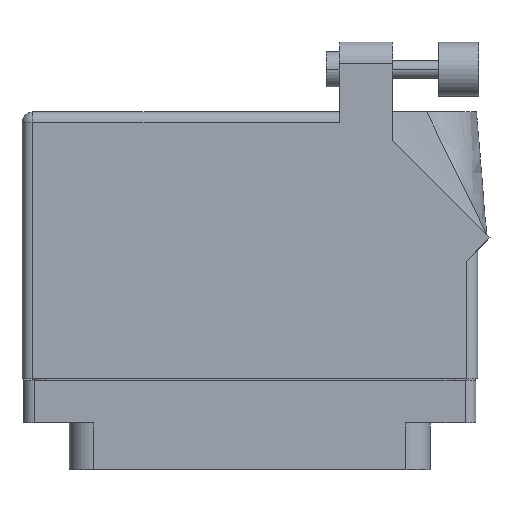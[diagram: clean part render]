
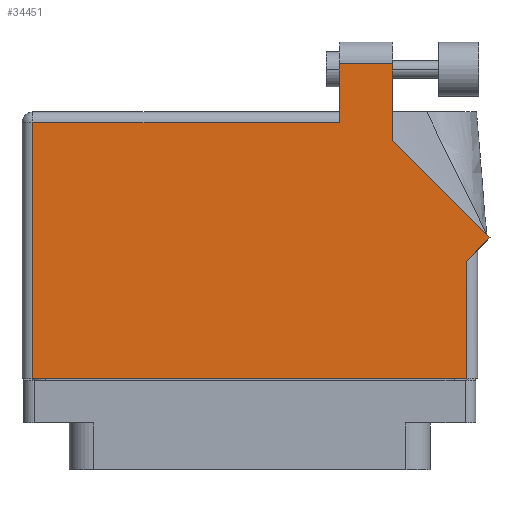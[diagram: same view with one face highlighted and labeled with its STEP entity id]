
A CAD part, front view. The second image highlights one B-rep face of the part: STEP entity #34451.
In plain terms, the highlighted face is planar.
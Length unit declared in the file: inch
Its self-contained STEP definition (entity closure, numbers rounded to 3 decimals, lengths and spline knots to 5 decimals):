
#620 = AXIS2_PLACEMENT_3D ( 'NONE', #6731, #22769, #30630 ) ;
#1986 = DIRECTION ( 'NONE',  ( -1., 0., 0. ) ) ;
#3493 = LINE ( 'NONE', #27925, #32540 ) ;
#3669 = CARTESIAN_POINT ( 'NONE',  ( 1.37671, 0.70771, 0.455 ) ) ;
#6366 = VERTEX_POINT ( 'NONE', #49606 ) ;
#6607 = DIRECTION ( 'NONE',  ( 0., -1., 0. ) ) ;
#6731 = CARTESIAN_POINT ( 'NONE',  ( -1.306, 1.43, 0.455 ) ) ;
#9627 = VECTOR ( 'NONE', #1986, 39.37008 ) ;
#10739 = DIRECTION ( 'NONE',  ( 0., 1., 0. ) ) ;
#11289 = DIRECTION ( 'NONE',  ( 1., 0., 0. ) ) ;
#13305 = EDGE_CURVE ( 'NONE', #44411, #37218, #15483, .T. ) ;
#13896 = CARTESIAN_POINT ( 'NONE',  ( -1.244, -0.1, 0.455 ) ) ;
#14366 = VERTEX_POINT ( 'NONE', #44730 ) ;
#14938 = VERTEX_POINT ( 'NONE', #13896 ) ;
#15483 = LINE ( 'NONE', #3669, #45488 ) ;
#15640 = DIRECTION ( 'NONE',  ( 0., 1., 0. ) ) ;
#15728 = VECTOR ( 'NONE', #15640, 39.37008 ) ;
#16194 = ORIENTED_EDGE ( 'NONE', *, *, #45338, .T. ) ;
#17562 = CARTESIAN_POINT ( 'NONE',  ( -1.244, 1.368, 0.455 ) ) ;
#18209 = CARTESIAN_POINT ( 'NONE',  ( 0.82, 1.705, 0.455 ) ) ;
#18676 = EDGE_CURVE ( 'NONE', #40747, #14938, #25330, .T. ) ;
#18987 = DIRECTION ( 'NONE',  ( -1., 0., 0. ) ) ;
#19172 = DIRECTION ( 'NONE',  ( -0.707, 0.707, 0. ) ) ;
#19330 = CARTESIAN_POINT ( 'NONE',  ( 1.244, 0.637, 0.455 ) ) ;
#20115 = LINE ( 'NONE', #19330, #15728 ) ;
#20620 = CARTESIAN_POINT ( 'NONE',  ( -1.244, -0.1, 0.455 ) ) ;
#22769 = DIRECTION ( 'NONE',  ( 0., 0., -1. ) ) ;
#23192 = ORIENTED_EDGE ( 'NONE', *, *, #18676, .T. ) ;
#25029 = CARTESIAN_POINT ( 'NONE',  ( 0.82, 1.26442, 0.455 ) ) ;
#25330 = LINE ( 'NONE', #20620, #42626 ) ;
#26115 = DIRECTION ( 'NONE',  ( 0.707, 0.707, 0. ) ) ;
#26649 = CARTESIAN_POINT ( 'NONE',  ( 0.513, 1.705, 0.455 ) ) ;
#27050 = EDGE_CURVE ( 'NONE', #14938, #29527, #31261, .T. ) ;
#27925 = CARTESIAN_POINT ( 'NONE',  ( -1.306, 1.368, 0.455 ) ) ;
#27929 = EDGE_CURVE ( 'NONE', #48474, #44411, #46095, .T. ) ;
#29060 = EDGE_CURVE ( 'NONE', #37218, #51547, #30697, .T. ) ;
#29527 = VERTEX_POINT ( 'NONE', #40551 ) ;
#29772 = ORIENTED_EDGE ( 'NONE', *, *, #13305, .T. ) ;
#29828 = LINE ( 'NONE', #26649, #9627 ) ;
#30010 = CARTESIAN_POINT ( 'NONE',  ( 0.513, 1.43, 0.455 ) ) ;
#30395 = FACE_OUTER_BOUND ( 'NONE', #38235, .T. ) ;
#30630 = DIRECTION ( 'NONE',  ( -1., 0., 0. ) ) ;
#30697 = LINE ( 'NONE', #43056, #34888 ) ;
#31261 = LINE ( 'NONE', #47296, #35918 ) ;
#31372 = ORIENTED_EDGE ( 'NONE', *, *, #29060, .T. ) ;
#32540 = VECTOR ( 'NONE', #18987, 39.37008 ) ;
#32968 = DIRECTION ( 'NONE',  ( 0., -1., 0. ) ) ;
#33123 = EDGE_CURVE ( 'NONE', #14366, #40747, #3493, .T. ) ;
#34451 = ADVANCED_FACE ( 'NONE', ( #30395 ), #46431, .F. ) ;
#34888 = VECTOR ( 'NONE', #10739, 39.37008 ) ;
#35245 = VECTOR ( 'NONE', #6607, 39.37008 ) ;
#35918 = VECTOR ( 'NONE', #11289, 39.37008 ) ;
#36226 = ORIENTED_EDGE ( 'NONE', *, *, #27929, .T. ) ;
#37218 = VERTEX_POINT ( 'NONE', #25029 ) ;
#37322 = EDGE_CURVE ( 'NONE', #6366, #14366, #42867, .T. ) ;
#37726 = ORIENTED_EDGE ( 'NONE', *, *, #49875, .T. ) ;
#38235 = EDGE_LOOP ( 'NONE', ( #31372, #16194, #43135, #42381, #23192, #46530, #37726, #36226, #29772 ) ) ;
#40551 = CARTESIAN_POINT ( 'NONE',  ( 1.244, -0.1, 0.455 ) ) ;
#40747 = VERTEX_POINT ( 'NONE', #17562 ) ;
#42381 = ORIENTED_EDGE ( 'NONE', *, *, #33123, .T. ) ;
#42626 = VECTOR ( 'NONE', #32968, 39.37008 ) ;
#42691 = VECTOR ( 'NONE', #26115, 39.37008 ) ;
#42867 = LINE ( 'NONE', #30010, #35245 ) ;
#43056 = CARTESIAN_POINT ( 'NONE',  ( 0.82, 1.26442, 0.455 ) ) ;
#43135 = ORIENTED_EDGE ( 'NONE', *, *, #37322, .T. ) ;
#44411 = VERTEX_POINT ( 'NONE', #46053 ) ;
#44730 = CARTESIAN_POINT ( 'NONE',  ( 0.513, 1.368, 0.455 ) ) ;
#45319 = CARTESIAN_POINT ( 'NONE',  ( 1.306, 0.637, 0.455 ) ) ;
#45338 = EDGE_CURVE ( 'NONE', #51547, #6366, #29828, .T. ) ;
#45488 = VECTOR ( 'NONE', #19172, 39.37008 ) ;
#46053 = CARTESIAN_POINT ( 'NONE',  ( 1.37671, 0.70771, 0.455 ) ) ;
#46095 = LINE ( 'NONE', #45319, #42691 ) ;
#46431 = PLANE ( 'NONE',  #620 ) ;
#46530 = ORIENTED_EDGE ( 'NONE', *, *, #27050, .T. ) ;
#47296 = CARTESIAN_POINT ( 'NONE',  ( -1.306, -0.1, 0.455 ) ) ;
#47973 = CARTESIAN_POINT ( 'NONE',  ( 1.244, 0.575, 0.455 ) ) ;
#48474 = VERTEX_POINT ( 'NONE', #47973 ) ;
#49606 = CARTESIAN_POINT ( 'NONE',  ( 0.513, 1.705, 0.455 ) ) ;
#49875 = EDGE_CURVE ( 'NONE', #29527, #48474, #20115, .T. ) ;
#51547 = VERTEX_POINT ( 'NONE', #18209 ) ;
